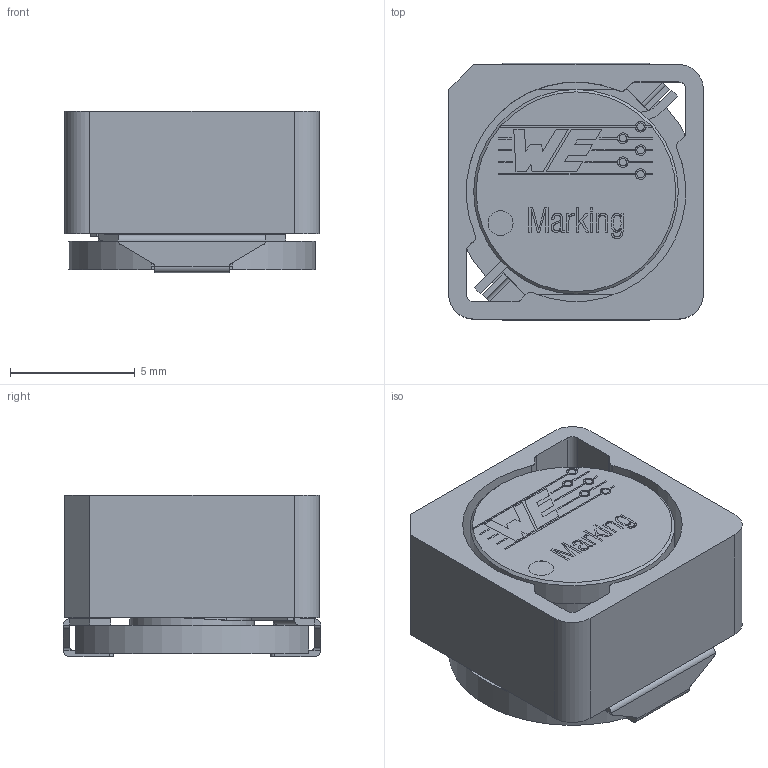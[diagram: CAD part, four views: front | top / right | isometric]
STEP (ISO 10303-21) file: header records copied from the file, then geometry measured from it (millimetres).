
FILE_DESCRIPTION(/* description */ ('Unknown'),/* implementation_level */ '2;1');
FILE_NAME(/* name */ '7447798xxx',/* time_stamp */ '2021-09-10T10:16:45+02:00',/* author */ ('Unknown'),/* organization */ ('Unknown'),/* preprocessor_version */ 'ST-DEVELOPER v16.7',/* originating_system */ 'Solid Edge',/* authorisation */ 'Unknown');
FILE_SCHEMA (('AUTOMOTIVE_DESIGN {1 0 10303 214 3 1 1}'));
Length unit declared in the file: millimetre
Products named in the file (4): 7447798xxx; Kern; Schirmring; Pad
Assembly tree (3 placements, depth 2):
  7447798xxx
    Kern
    Schirmring
    Pad
Bounding box: 10.2 x 10.3 x 6.47 mm (x, y, z)
Volume: 416.4 mm3; surface area: 973.5 mm2
Topology: 5 solids, 5 shells, 352 faces, 898 edges, 583 vertices
Faces by surface type: plane 264, cylinder 52, bspline 35, cone 1
Full cylindrical faces by diameter (mm): 1 x1, 5 x1, 8.2 x1
Entity records: 12941 total; most frequent: CARTESIAN_POINT 3463, ORIENTED_EDGE 1770, DIRECTION 1358, EDGE_CURVE 885, VERTEX_POINT 580, LINE 530, VECTOR 530, AXIS2_PLACEMENT_3D 414
